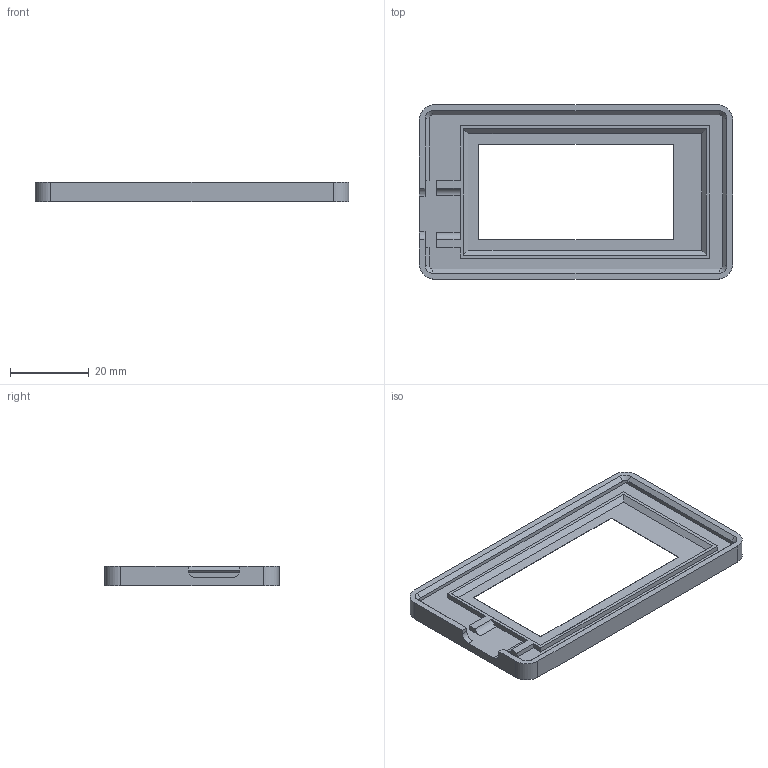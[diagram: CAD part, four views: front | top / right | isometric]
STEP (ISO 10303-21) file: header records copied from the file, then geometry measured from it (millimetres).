
FILE_DESCRIPTION(/* description */ (''),/* implementation_level */ '2;1');
FILE_NAME(/* name */ 'Inkplate 2 v1.2.3. Top v1.1.9..step',/* time_stamp */ '2023-03-16T08:37:39+01:00',/* author */ (''),/* organization */ (''),/* preprocessor_version */ 'ST-DEVELOPER v19.2',/* originating_system */ 'Autodesk Translation Framework v11.17.0.187',/* authorisation */ '');
FILE_SCHEMA (('AUTOMOTIVE_DESIGN { 1 0 10303 214 3 1 1 }'));
Length unit declared in the file: millimetre
Products named in the file (1): Inkplate 2 Top
Bounding box: 79.45 x 44.2 x 5 mm (x, y, z)
Volume: 5958.4 mm3; surface area: 7123.1 mm2
Topology: 1 solids, 1 shells, 78 faces, 200 edges, 126 vertices
Faces by surface type: plane 54, cone 8, bspline 8, cylinder 8
Entity records: 2529 total; most frequent: CARTESIAN_POINT 637, ORIENTED_EDGE 400, DIRECTION 354, EDGE_CURVE 200, LINE 156, VECTOR 156, VERTEX_POINT 126, AXIS2_PLACEMENT_3D 99
